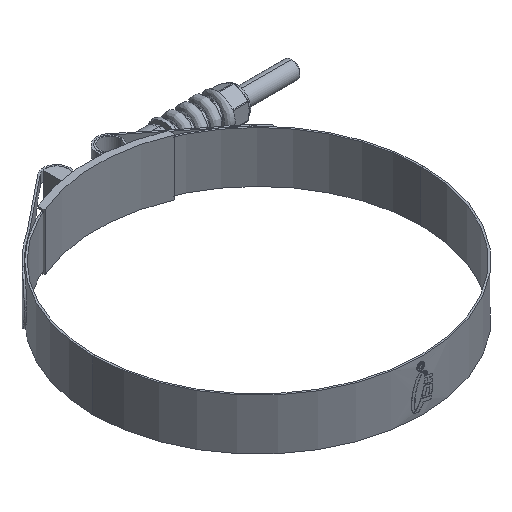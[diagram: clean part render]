
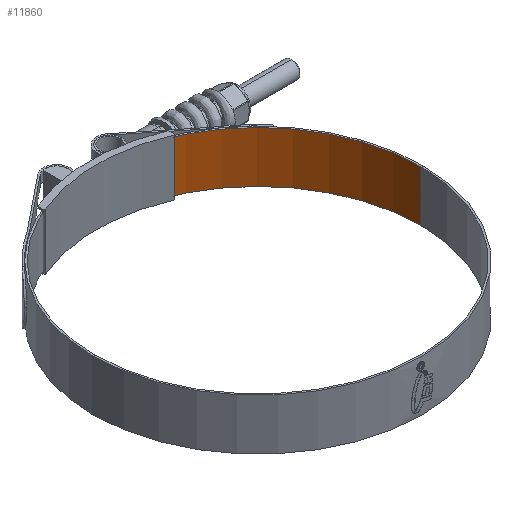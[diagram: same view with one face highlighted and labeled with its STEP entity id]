
A CAD part, isometric view. The second image highlights one B-rep face of the part: STEP entity #11860.
In plain terms, the highlighted cylindrical face has radius 61.1 mm (diameter 122.2 mm), a partial arc.
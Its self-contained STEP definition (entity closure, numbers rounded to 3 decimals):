
#82 = CARTESIAN_POINT ( 'NONE',  ( 9.244, 60.397, -9.55 ) ) ;
#224 = DIRECTION ( 'NONE',  ( -1., 0., 0. ) ) ;
#355 = CARTESIAN_POINT ( 'NONE',  ( 61.1, 0., 9.55 ) ) ;
#901 = DIRECTION ( 'NONE',  ( -1., 0., 0. ) ) ;
#1381 = ORIENTED_EDGE ( 'NONE', *, *, #5020, .T. ) ;
#1412 = CARTESIAN_POINT ( 'NONE',  ( 9.244, 60.397, 9.55 ) ) ;
#1682 = EDGE_CURVE ( 'NONE', #8494, #8433, #8188, .T. ) ;
#2663 = CARTESIAN_POINT ( 'NONE',  ( 0., 0., 9.55 ) ) ;
#2748 = DIRECTION ( 'NONE',  ( 0., 0., -1. ) ) ;
#2877 = AXIS2_PLACEMENT_3D ( 'NONE', #7378, #12405, #901 ) ;
#3232 = DIRECTION ( 'NONE',  ( 0., 0., -1. ) ) ;
#5020 = EDGE_CURVE ( 'NONE', #8494, #6788, #8196, .T. ) ;
#5066 = CARTESIAN_POINT ( 'NONE',  ( 61.1, 0., 9.55 ) ) ;
#5488 = EDGE_CURVE ( 'NONE', #6788, #12235, #8394, .T. ) ;
#6359 = FACE_OUTER_BOUND ( 'NONE', #12162, .T. ) ;
#6788 = VERTEX_POINT ( 'NONE', #82 ) ;
#7378 = CARTESIAN_POINT ( 'NONE',  ( 0., 0., 9.55 ) ) ;
#7702 = DIRECTION ( 'NONE',  ( 0., 0., -1. ) ) ;
#8188 = CIRCLE ( 'NONE', #14855, 61.1 ) ;
#8196 = LINE ( 'NONE', #12211, #13990 ) ;
#8394 = CIRCLE ( 'NONE', #9464, 61.1 ) ;
#8433 = VERTEX_POINT ( 'NONE', #355 ) ;
#8494 = VERTEX_POINT ( 'NONE', #1412 ) ;
#9123 = ORIENTED_EDGE ( 'NONE', *, *, #5488, .T. ) ;
#9464 = AXIS2_PLACEMENT_3D ( 'NONE', #16085, #7702, #9965 ) ;
#9798 = ORIENTED_EDGE ( 'NONE', *, *, #9975, .F. ) ;
#9965 = DIRECTION ( 'NONE',  ( -1., 0., 0. ) ) ;
#9975 = EDGE_CURVE ( 'NONE', #8433, #12235, #13845, .T. ) ;
#11471 = CYLINDRICAL_SURFACE ( 'NONE', #2877, 61.1 ) ;
#11705 = CARTESIAN_POINT ( 'NONE',  ( 61.1, 0., -9.55 ) ) ;
#11860 = ADVANCED_FACE ( 'NONE', ( #6359 ), #11471, .F. ) ;
#12162 = EDGE_LOOP ( 'NONE', ( #9798, #15910, #1381, #9123 ) ) ;
#12211 = CARTESIAN_POINT ( 'NONE',  ( 9.244, 60.397, 9.55 ) ) ;
#12235 = VERTEX_POINT ( 'NONE', #11705 ) ;
#12405 = DIRECTION ( 'NONE',  ( 0., 0., -1. ) ) ;
#13027 = VECTOR ( 'NONE', #13761, 1000. ) ;
#13761 = DIRECTION ( 'NONE',  ( 0., 0., -1. ) ) ;
#13845 = LINE ( 'NONE', #5066, #13027 ) ;
#13990 = VECTOR ( 'NONE', #3232, 1000. ) ;
#14855 = AXIS2_PLACEMENT_3D ( 'NONE', #2663, #2748, #224 ) ;
#15910 = ORIENTED_EDGE ( 'NONE', *, *, #1682, .F. ) ;
#16085 = CARTESIAN_POINT ( 'NONE',  ( 0., 0., -9.55 ) ) ;
